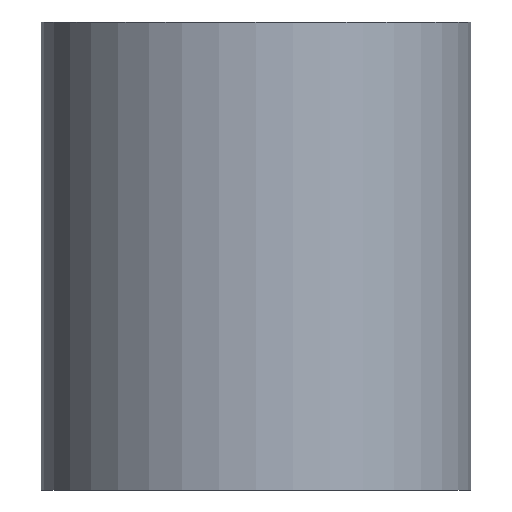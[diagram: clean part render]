
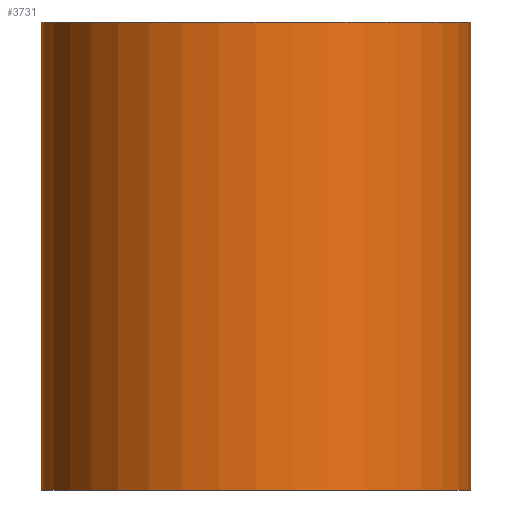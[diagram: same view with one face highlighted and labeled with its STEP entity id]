
A CAD part, left-side view. The second image highlights one B-rep face of the part: STEP entity #3731.
In plain terms, the highlighted cylindrical face has radius 19.75 mm (diameter 39.5 mm), a full revolution.
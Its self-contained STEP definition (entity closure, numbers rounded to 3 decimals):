
#32=FACE_BOUND('',#1115,.T.);
#33=FACE_BOUND('',#1116,.T.);
#211=LINE('',#7165,#444);
#219=LINE('',#7223,#452);
#444=VECTOR('',#4282,12.852);
#452=VECTOR('',#4306,12.852);
#887=FACE_OUTER_BOUND('',#1114,.T.);
#1114=EDGE_LOOP('',(#3403));
#1115=EDGE_LOOP('',(#3404));
#1116=EDGE_LOOP('',(#3405,#3406,#3407,#3408,#3409,#3410,#3411,#3412));
#1153=CIRCLE('',#3823,19.75);
#1154=CIRCLE('',#3827,19.75);
#1221=CIRCLE('',#4017,19.75);
#1222=CIRCLE('',#4018,19.75);
#1403=B_SPLINE_CURVE_WITH_KNOTS('',3,(#7170,#7171,#7172,#7173,#7174,#7175,
#7176,#7177,#7178,#7179,#7180,#7181),.UNSPECIFIED.,.F.,.F.,(4,2,2,2,2,4),
(0.,0.036,0.072,0.143,0.246,
0.349),.UNSPECIFIED.);
#1404=B_SPLINE_CURVE_WITH_KNOTS('',3,(#7188,#7189,#7190,#7191,#7192,#7193,
#7194,#7195,#7196,#7197,#7198,#7199),.UNSPECIFIED.,.F.,.F.,(4,2,2,2,2,4),
(-0.349,-0.246,-0.143,-0.072,
-0.036,0.),.UNSPECIFIED.);
#1405=B_SPLINE_CURVE_WITH_KNOTS('',3,(#7204,#7205,#7206,#7207,#7208,#7209,
#7210,#7211,#7212,#7213,#7214,#7215),.UNSPECIFIED.,.F.,.F.,(4,2,2,2,2,4),
(0.327,0.43,0.533,0.604,
0.64,0.676),.UNSPECIFIED.);
#1406=B_SPLINE_CURVE_WITH_KNOTS('',3,(#7225,#7226,#7227,#7228,#7229,#7230,
#7231,#7232,#7233,#7234,#7235,#7236),.UNSPECIFIED.,.F.,.F.,(4,2,2,2,2,4),
(0.676,0.712,0.747,0.819,
0.922,1.025),.UNSPECIFIED.);
#1623=VERTEX_POINT('',#7162);
#1624=VERTEX_POINT('',#7164);
#1625=VERTEX_POINT('',#7168);
#1626=VERTEX_POINT('',#7183);
#1627=VERTEX_POINT('',#7187);
#1628=VERTEX_POINT('',#7202);
#1629=VERTEX_POINT('',#7217);
#1630=VERTEX_POINT('',#7221);
#1817=VERTEX_POINT('',#8592);
#1818=VERTEX_POINT('',#8594);
#2076=EDGE_CURVE('',#1624,#1623,#211,.T.);
#2079=EDGE_CURVE('',#1623,#1625,#1403,.T.);
#2081=EDGE_CURVE('',#1625,#1626,#1153,.T.);
#2082=EDGE_CURVE('',#1627,#1624,#1404,.T.);
#2085=EDGE_CURVE('',#1626,#1628,#1405,.T.);
#2086=EDGE_CURVE('',#1629,#1627,#1154,.T.);
#2089=EDGE_CURVE('',#1628,#1630,#219,.T.);
#2090=EDGE_CURVE('',#1630,#1629,#1406,.T.);
#2370=EDGE_CURVE('',#1817,#1817,#1221,.T.);
#2371=EDGE_CURVE('',#1818,#1818,#1222,.T.);
#3403=ORIENTED_EDGE('',*,*,#2370,.F.);
#3404=ORIENTED_EDGE('',*,*,#2371,.T.);
#3405=ORIENTED_EDGE('',*,*,#2076,.T.);
#3406=ORIENTED_EDGE('',*,*,#2079,.T.);
#3407=ORIENTED_EDGE('',*,*,#2081,.T.);
#3408=ORIENTED_EDGE('',*,*,#2085,.T.);
#3409=ORIENTED_EDGE('',*,*,#2089,.T.);
#3410=ORIENTED_EDGE('',*,*,#2090,.T.);
#3411=ORIENTED_EDGE('',*,*,#2086,.T.);
#3412=ORIENTED_EDGE('',*,*,#2082,.T.);
#3501=CYLINDRICAL_SURFACE('',#4016,19.75);
#3731=ADVANCED_FACE('',(#887,#32,#33),#3501,.T.);
#3823=AXIS2_PLACEMENT_3D('',#7185,#4290,#4291);
#3827=AXIS2_PLACEMENT_3D('',#7218,#4300,#4301);
#4016=AXIS2_PLACEMENT_3D('',#8591,#4812,#4813);
#4017=AXIS2_PLACEMENT_3D('',#8593,#4814,#4815);
#4018=AXIS2_PLACEMENT_3D('',#8595,#4816,#4817);
#4282=DIRECTION('',(0.,0.,1.));
#4290=DIRECTION('center_axis',(0.,0.,1.));
#4291=DIRECTION('ref_axis',(-1.,0.,0.));
#4300=DIRECTION('center_axis',(0.,0.,-1.));
#4301=DIRECTION('ref_axis',(-1.,0.,0.));
#4306=DIRECTION('',(0.,0.,-1.));
#4812=DIRECTION('center_axis',(0.,0.,1.));
#4813=DIRECTION('ref_axis',(-1.,0.,0.));
#4814=DIRECTION('center_axis',(0.,0.,-1.));
#4815=DIRECTION('ref_axis',(-1.,0.,0.));
#4816=DIRECTION('center_axis',(0.,0.,-1.));
#4817=DIRECTION('ref_axis',(-1.,0.,0.));
#7162=CARTESIAN_POINT('',(12.694,-15.13,30.354));
#7164=CARTESIAN_POINT('',(12.694,-15.13,17.502));
#7165=CARTESIAN_POINT('',(12.694,-15.13,0.));
#7168=CARTESIAN_POINT('',(14.655,-13.24,32.244));
#7170=CARTESIAN_POINT('Ctrl Pts',(12.694,-15.13,30.354));
#7171=CARTESIAN_POINT('Ctrl Pts',(12.694,-15.13,30.473));
#7172=CARTESIAN_POINT('Ctrl Pts',(12.708,-15.119,30.594));
#7173=CARTESIAN_POINT('Ctrl Pts',(12.761,-15.074,30.827));
#7174=CARTESIAN_POINT('Ctrl Pts',(12.8,-15.041,30.941));
#7175=CARTESIAN_POINT('Ctrl Pts',(12.948,-14.914,31.261));
#7176=CARTESIAN_POINT('Ctrl Pts',(13.086,-14.794,31.447));
#7177=CARTESIAN_POINT('Ctrl Pts',(13.428,-14.485,31.803));
#7178=CARTESIAN_POINT('Ctrl Pts',(13.671,-14.258,31.969));
#7179=CARTESIAN_POINT('Ctrl Pts',(14.169,-13.763,32.19));
#7180=CARTESIAN_POINT('Ctrl Pts',(14.424,-13.495,32.244));
#7181=CARTESIAN_POINT('Ctrl Pts',(14.655,-13.24,32.244));
#7183=CARTESIAN_POINT('',(14.673,13.22,32.244));
#7185=CARTESIAN_POINT('Origin',(0.,0.,32.244));
#7187=CARTESIAN_POINT('',(14.655,-13.24,15.612));
#7188=CARTESIAN_POINT('Ctrl Pts',(14.655,-13.24,15.612));
#7189=CARTESIAN_POINT('Ctrl Pts',(14.424,-13.495,15.612));
#7190=CARTESIAN_POINT('Ctrl Pts',(14.169,-13.763,15.666));
#7191=CARTESIAN_POINT('Ctrl Pts',(13.671,-14.258,15.887));
#7192=CARTESIAN_POINT('Ctrl Pts',(13.428,-14.485,16.053));
#7193=CARTESIAN_POINT('Ctrl Pts',(13.086,-14.794,16.409));
#7194=CARTESIAN_POINT('Ctrl Pts',(12.948,-14.914,16.595));
#7195=CARTESIAN_POINT('Ctrl Pts',(12.8,-15.041,16.915));
#7196=CARTESIAN_POINT('Ctrl Pts',(12.761,-15.074,17.029));
#7197=CARTESIAN_POINT('Ctrl Pts',(12.708,-15.119,17.263));
#7198=CARTESIAN_POINT('Ctrl Pts',(12.694,-15.13,17.383));
#7199=CARTESIAN_POINT('Ctrl Pts',(12.694,-15.13,17.502));
#7202=CARTESIAN_POINT('',(12.718,15.11,30.354));
#7204=CARTESIAN_POINT('Ctrl Pts',(14.673,13.22,32.244));
#7205=CARTESIAN_POINT('Ctrl Pts',(14.444,13.474,32.244));
#7206=CARTESIAN_POINT('Ctrl Pts',(14.189,13.743,32.19));
#7207=CARTESIAN_POINT('Ctrl Pts',(13.692,14.237,31.97));
#7208=CARTESIAN_POINT('Ctrl Pts',(13.45,14.464,31.803));
#7209=CARTESIAN_POINT('Ctrl Pts',(13.109,14.773,31.448));
#7210=CARTESIAN_POINT('Ctrl Pts',(12.972,14.894,31.261));
#7211=CARTESIAN_POINT('Ctrl Pts',(12.824,15.02,30.941));
#7212=CARTESIAN_POINT('Ctrl Pts',(12.785,15.053,30.827));
#7213=CARTESIAN_POINT('Ctrl Pts',(12.732,15.098,30.594));
#7214=CARTESIAN_POINT('Ctrl Pts',(12.718,15.11,30.473));
#7215=CARTESIAN_POINT('Ctrl Pts',(12.718,15.11,30.354));
#7217=CARTESIAN_POINT('',(14.673,13.22,15.612));
#7218=CARTESIAN_POINT('Origin',(0.,0.,15.612));
#7221=CARTESIAN_POINT('',(12.718,15.11,17.502));
#7223=CARTESIAN_POINT('',(12.718,15.11,0.));
#7225=CARTESIAN_POINT('Ctrl Pts',(12.718,15.11,17.502));
#7226=CARTESIAN_POINT('Ctrl Pts',(12.718,15.11,17.383));
#7227=CARTESIAN_POINT('Ctrl Pts',(12.732,15.098,17.263));
#7228=CARTESIAN_POINT('Ctrl Pts',(12.785,15.053,17.029));
#7229=CARTESIAN_POINT('Ctrl Pts',(12.824,15.02,16.915));
#7230=CARTESIAN_POINT('Ctrl Pts',(12.972,14.894,16.595));
#7231=CARTESIAN_POINT('Ctrl Pts',(13.109,14.773,16.408));
#7232=CARTESIAN_POINT('Ctrl Pts',(13.45,14.464,16.053));
#7233=CARTESIAN_POINT('Ctrl Pts',(13.692,14.237,15.887));
#7234=CARTESIAN_POINT('Ctrl Pts',(14.189,13.743,15.666));
#7235=CARTESIAN_POINT('Ctrl Pts',(14.444,13.474,15.612));
#7236=CARTESIAN_POINT('Ctrl Pts',(14.673,13.22,15.612));
#8591=CARTESIAN_POINT('Origin',(0.,0.,0.));
#8592=CARTESIAN_POINT('',(19.75,0.,0.));
#8593=CARTESIAN_POINT('Origin',(0.,0.,0.));
#8594=CARTESIAN_POINT('',(19.75,0.,43.));
#8595=CARTESIAN_POINT('Origin',(0.,0.,43.));
